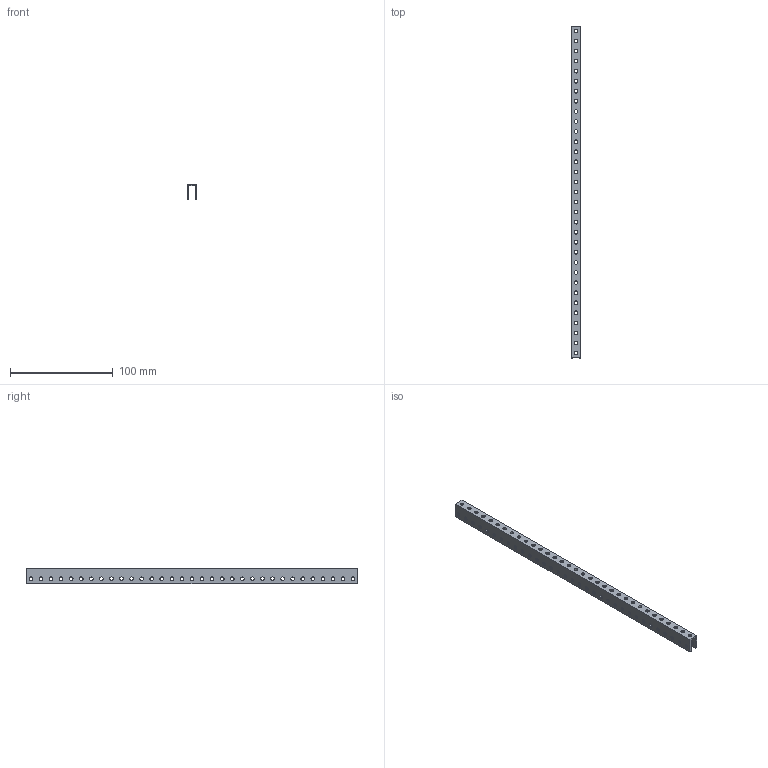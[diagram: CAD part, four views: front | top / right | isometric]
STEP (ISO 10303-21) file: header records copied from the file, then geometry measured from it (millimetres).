
FILE_DESCRIPTION (( 'STEP AP203' ), '1' );
FILE_NAME ('585398.STEP', '2014-09-24T20:11:34', ( 'Kyle' ), ( 'Microsoft' ), 'SwSTEP 2.0', 'SolidWorks 2014', '' );
FILE_SCHEMA (( 'CONFIG_CONTROL_DESIGN' ));
Length unit declared in the file: inch
Products named in the file (1): 585398
Bounding box: 9.4 x 322.45 x 14.86 mm (x, y, z)
Volume: 16225.5 mm3; surface area: 24070 mm2
Topology: 1 solids, 1 shells, 212 faces, 630 edges, 420 vertices
Faces by surface type: cylinder 202, plane 10
Entity records: 7833 total; most frequent: DIRECTION 1460, CARTESIAN_POINT 1263, ORIENTED_EDGE 1260, EDGE_CURVE 630, AXIS2_PLACEMENT_3D 617, VERTEX_POINT 420, EDGE_LOOP 410, CIRCLE 404
